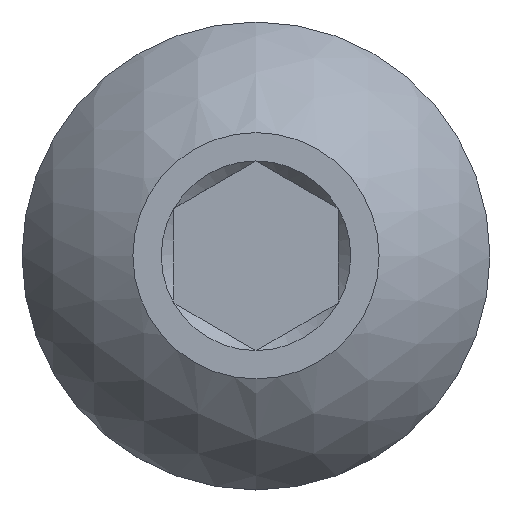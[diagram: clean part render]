
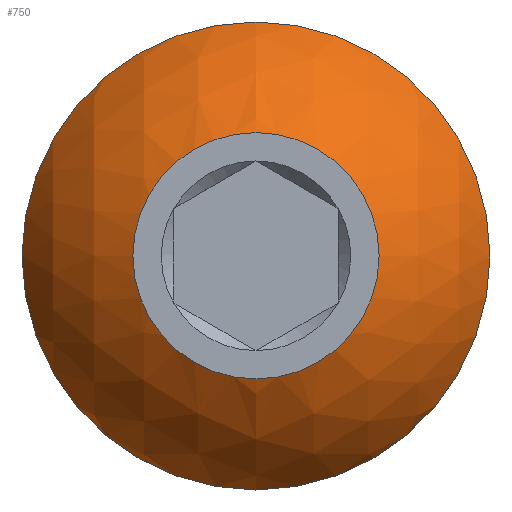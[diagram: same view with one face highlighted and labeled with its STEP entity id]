
A CAD part, top view. The second image highlights one B-rep face of the part: STEP entity #750.
In plain terms, the highlighted spherical face has radius 3.172 mm.
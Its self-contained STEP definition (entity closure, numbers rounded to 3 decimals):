
#27=FACE_BOUND('',#149,.T.);
#30=SPHERICAL_SURFACE('',#821,3.172);
#101=FACE_OUTER_BOUND('',#148,.T.);
#148=EDGE_LOOP('',(#586));
#149=EDGE_LOOP('',(#587));
#178=CIRCLE('',#819,2.85);
#180=CIRCLE('',#822,1.5);
#346=VERTEX_POINT('',#2361);
#348=VERTEX_POINT('',#2367);
#444=EDGE_CURVE('',#346,#346,#178,.T.);
#447=EDGE_CURVE('',#348,#348,#180,.T.);
#586=ORIENTED_EDGE('',*,*,#444,.T.);
#587=ORIENTED_EDGE('',*,*,#447,.F.);
#750=ADVANCED_FACE('',(#101,#27),#30,.T.);
#819=AXIS2_PLACEMENT_3D('',#2362,#942,#943);
#821=AXIS2_PLACEMENT_3D('',#2366,#947,#948);
#822=AXIS2_PLACEMENT_3D('',#2368,#949,#950);
#942=DIRECTION('center_axis',(0.,0.,1.));
#943=DIRECTION('ref_axis',(1.,0.,0.));
#947=DIRECTION('center_axis',(-1.,0.,0.));
#948=DIRECTION('ref_axis',(0.,1.,0.));
#949=DIRECTION('center_axis',(0.,0.,1.));
#950=DIRECTION('ref_axis',(1.,0.,0.));
#2361=CARTESIAN_POINT('',(-2.85,0.,2.423));
#2362=CARTESIAN_POINT('Origin',(0.,0.,2.423));
#2366=CARTESIAN_POINT('Origin',(0.,0.,1.03));
#2367=CARTESIAN_POINT('',(0.,1.5,3.825));
#2368=CARTESIAN_POINT('Origin',(0.,0.,3.825));
